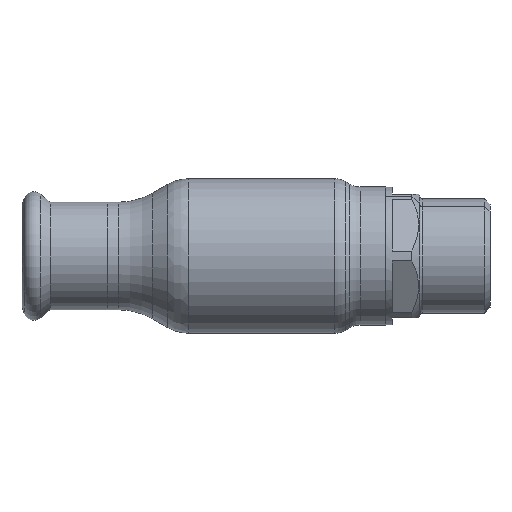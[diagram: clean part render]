
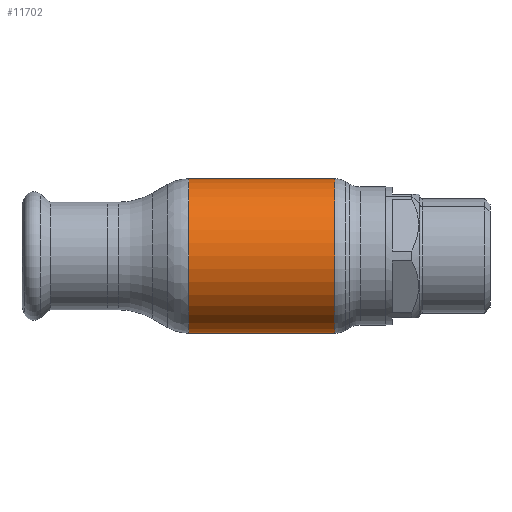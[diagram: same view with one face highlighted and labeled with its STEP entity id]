
A CAD part, front view. The second image highlights one B-rep face of the part: STEP entity #11702.
In plain terms, the highlighted cylindrical face has radius 22.5 mm (diameter 45 mm), a partial arc.
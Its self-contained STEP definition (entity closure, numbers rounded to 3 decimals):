
#4529 = EDGE_LOOP ( 'NONE', ( #48894, #37627, #36048, #14945 ) ) ;
#4594 = DIRECTION ( 'NONE',  ( 0., 0., 1. ) ) ;
#5409 = CARTESIAN_POINT ( 'NONE',  ( 21.285, 0., -22.5 ) ) ;
#5765 = VECTOR ( 'NONE', #54351, 1000. ) ;
#6327 = EDGE_CURVE ( 'NONE', #54702, #7612, #43804, .T. ) ;
#7373 = LINE ( 'NONE', #40250, #5765 ) ;
#7612 = VERTEX_POINT ( 'NONE', #16229 ) ;
#11702 = ADVANCED_FACE ( 'NONE', ( #13311 ), #56558, .T. ) ;
#13311 = FACE_OUTER_BOUND ( 'NONE', #4529, .T. ) ;
#14945 = ORIENTED_EDGE ( 'NONE', *, *, #54239, .F. ) ;
#15555 = CARTESIAN_POINT ( 'NONE',  ( -21.285, 0., -22.5 ) ) ;
#15654 = CIRCLE ( 'NONE', #39566, 22.5 ) ;
#16229 = CARTESIAN_POINT ( 'NONE',  ( -21.285, 0., 22.5 ) ) ;
#17405 = DIRECTION ( 'NONE',  ( 0., 0., 1. ) ) ;
#17462 = AXIS2_PLACEMENT_3D ( 'NONE', #33066, #18982, #4594 ) ;
#18508 = AXIS2_PLACEMENT_3D ( 'NONE', #43204, #42265, #23158 ) ;
#18982 = DIRECTION ( 'NONE',  ( -1., 0., 0. ) ) ;
#23158 = DIRECTION ( 'NONE',  ( 0., 0., 1. ) ) ;
#23217 = VERTEX_POINT ( 'NONE', #5409 ) ;
#26132 = CARTESIAN_POINT ( 'NONE',  ( 21.285, 0., 22.5 ) ) ;
#27434 = VERTEX_POINT ( 'NONE', #15555 ) ;
#33066 = CARTESIAN_POINT ( 'NONE',  ( -62.69, 0., 0. ) ) ;
#36048 = ORIENTED_EDGE ( 'NONE', *, *, #6327, .T. ) ;
#36549 = EDGE_CURVE ( 'NONE', #23217, #27434, #7373, .T. ) ;
#37627 = ORIENTED_EDGE ( 'NONE', *, *, #52529, .T. ) ;
#38540 = CIRCLE ( 'NONE', #18508, 22.5 ) ;
#39566 = AXIS2_PLACEMENT_3D ( 'NONE', #44981, #60353, #17405 ) ;
#40250 = CARTESIAN_POINT ( 'NONE',  ( -62.69, 0., -22.5 ) ) ;
#42265 = DIRECTION ( 'NONE',  ( -1., 0., 0. ) ) ;
#43204 = CARTESIAN_POINT ( 'NONE',  ( 21.285, 0., 0. ) ) ;
#43804 = LINE ( 'NONE', #52631, #61618 ) ;
#44981 = CARTESIAN_POINT ( 'NONE',  ( -21.285, 0., 0. ) ) ;
#48894 = ORIENTED_EDGE ( 'NONE', *, *, #36549, .F. ) ;
#52529 = EDGE_CURVE ( 'NONE', #23217, #54702, #38540, .T. ) ;
#52631 = CARTESIAN_POINT ( 'NONE',  ( -62.69, 0., 22.5 ) ) ;
#54239 = EDGE_CURVE ( 'NONE', #27434, #7612, #15654, .T. ) ;
#54351 = DIRECTION ( 'NONE',  ( -1., 0., 0. ) ) ;
#54702 = VERTEX_POINT ( 'NONE', #26132 ) ;
#56558 = CYLINDRICAL_SURFACE ( 'NONE', #17462, 22.5 ) ;
#57008 = DIRECTION ( 'NONE',  ( -1., 0., 0. ) ) ;
#60353 = DIRECTION ( 'NONE',  ( -1., 0., 0. ) ) ;
#61618 = VECTOR ( 'NONE', #57008, 1000. ) ;
